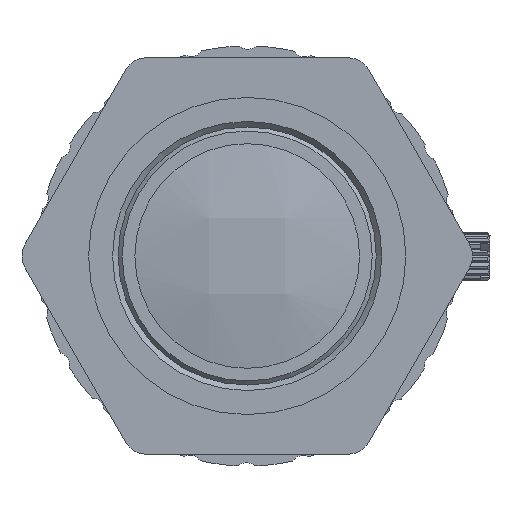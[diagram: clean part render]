
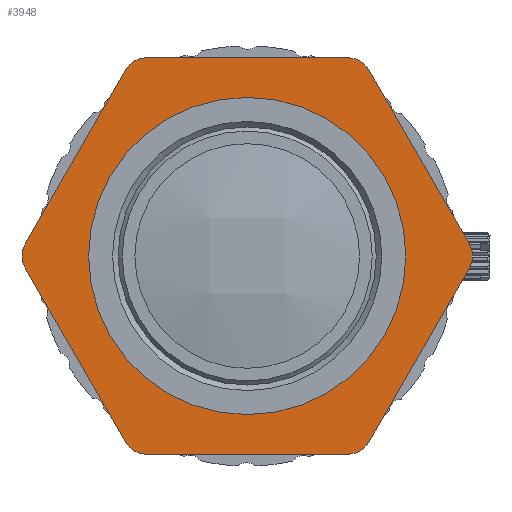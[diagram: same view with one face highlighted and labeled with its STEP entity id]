
A CAD part, left-side view. The second image highlights one B-rep face of the part: STEP entity #3948.
In plain terms, the highlighted planar face has unit normal (-1, 0, 0).
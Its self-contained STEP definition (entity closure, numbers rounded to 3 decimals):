
#221 = CARTESIAN_POINT ( 'NONE',  ( -45.335, -2.654, -16.5 ) ) ;
#431 = DIRECTION ( 'NONE',  ( 0., 0., 1. ) ) ;
#681 = AXIS2_PLACEMENT_3D ( 'NONE', #3320, #10200, #2329 ) ;
#718 = EDGE_CURVE ( 'NONE', #13911, #9388, #2255, .T. ) ;
#732 = AXIS2_PLACEMENT_3D ( 'NONE', #12335, #11359, #10068 ) ;
#781 = VERTEX_POINT ( 'NONE', #5402 ) ;
#880 = CARTESIAN_POINT ( 'NONE',  ( -45.335, -12.757, -15.5 ) ) ;
#1160 = ORIENTED_EDGE ( 'NONE', *, *, #2452, .T. ) ;
#1169 = CARTESIAN_POINT ( 'NONE',  ( -45.335, -11.025, -16.5 ) ) ;
#1240 = VERTEX_POINT ( 'NONE', #8482 ) ;
#1421 = DIRECTION ( 'NONE',  ( 0., 1., 0. ) ) ;
#1438 = EDGE_LOOP ( 'NONE', ( #13175, #3257, #2107, #3918, #7321, #1160, #11274, #11308, #9084, #8852, #8984, #10720 ) ) ;
#1578 = CARTESIAN_POINT ( 'NONE',  ( -45.335, -12.757, 15.5 ) ) ;
#1629 = DIRECTION ( 'NONE',  ( 0., 0.5, 0.866 ) ) ;
#1686 = CIRCLE ( 'NONE', #12799, 2. ) ;
#1985 = DIRECTION ( 'NONE',  ( -1., 0., 0. ) ) ;
#2107 = ORIENTED_EDGE ( 'NONE', *, *, #14740, .T. ) ;
#2149 = VERTEX_POINT ( 'NONE', #6170 ) ;
#2255 = LINE ( 'NONE', #221, #13562 ) ;
#2329 = DIRECTION ( 'NONE',  ( 0., 0., 1. ) ) ;
#2452 = EDGE_CURVE ( 'NONE', #7818, #2149, #1686, .T. ) ;
#2472 = CARTESIAN_POINT ( 'NONE',  ( -45.335, -21.129, 1. ) ) ;
#2787 = CARTESIAN_POINT ( 'NONE',  ( -45.335, 15.821, -1. ) ) ;
#2845 = CARTESIAN_POINT ( 'NONE',  ( -45.335, -2.654, 0. ) ) ;
#3029 = EDGE_CURVE ( 'NONE', #9336, #3627, #14907, .T. ) ;
#3130 = LINE ( 'NONE', #7666, #12778 ) ;
#3143 = CIRCLE ( 'NONE', #11103, 2. ) ;
#3257 = ORIENTED_EDGE ( 'NONE', *, *, #5214, .T. ) ;
#3320 = CARTESIAN_POINT ( 'NONE',  ( -45.335, 5.718, -14.5 ) ) ;
#3537 = CARTESIAN_POINT ( 'NONE',  ( -45.335, 14.089, 0. ) ) ;
#3601 = VECTOR ( 'NONE', #1421, 1000. ) ;
#3627 = VERTEX_POINT ( 'NONE', #5492 ) ;
#3918 = ORIENTED_EDGE ( 'NONE', *, *, #3029, .T. ) ;
#3948 = ADVANCED_FACE ( 'NONE', ( #11139, #4255 ), #8873, .T. ) ;
#4055 = DIRECTION ( 'NONE',  ( 1., 0., 0. ) ) ;
#4072 = CIRCLE ( 'NONE', #7684, 2. ) ;
#4255 = FACE_BOUND ( 'NONE', #10655, .T. ) ;
#4281 = VECTOR ( 'NONE', #1629, 1000. ) ;
#4332 = DIRECTION ( 'NONE',  ( 0., 0., 1. ) ) ;
#4485 = EDGE_CURVE ( 'NONE', #781, #781, #5855, .T. ) ;
#4589 = CARTESIAN_POINT ( 'NONE',  ( -45.335, 5.718, -16.5 ) ) ;
#4657 = CARTESIAN_POINT ( 'NONE',  ( -45.335, -11.025, 14.5 ) ) ;
#4792 = DIRECTION ( 'NONE',  ( -1., 0., 0. ) ) ;
#4987 = VERTEX_POINT ( 'NONE', #11212 ) ;
#5214 = EDGE_CURVE ( 'NONE', #9388, #9991, #4072, .T. ) ;
#5402 = CARTESIAN_POINT ( 'NONE',  ( -45.335, -2.654, 13.2 ) ) ;
#5438 = EDGE_CURVE ( 'NONE', #2149, #12425, #12685, .T. ) ;
#5471 = CARTESIAN_POINT ( 'NONE',  ( -45.335, -19.397, 0. ) ) ;
#5492 = CARTESIAN_POINT ( 'NONE',  ( -45.335, -21.129, 1. ) ) ;
#5528 = AXIS2_PLACEMENT_3D ( 'NONE', #5471, #1985, #4332 ) ;
#5855 = CIRCLE ( 'NONE', #13547, 13.2 ) ;
#6055 = EDGE_CURVE ( 'NONE', #4987, #10772, #3130, .T. ) ;
#6170 = CARTESIAN_POINT ( 'NONE',  ( -45.335, -11.025, 16.5 ) ) ;
#6844 = CARTESIAN_POINT ( 'NONE',  ( -45.335, -21.129, -1. ) ) ;
#7018 = DIRECTION ( 'NONE',  ( -1., 0., 0. ) ) ;
#7321 = ORIENTED_EDGE ( 'NONE', *, *, #9221, .T. ) ;
#7548 = DIRECTION ( 'NONE',  ( 0., -0.5, 0.866 ) ) ;
#7624 = EDGE_CURVE ( 'NONE', #7862, #1240, #11111, .T. ) ;
#7666 = CARTESIAN_POINT ( 'NONE',  ( -45.335, 7.45, 15.5 ) ) ;
#7684 = AXIS2_PLACEMENT_3D ( 'NONE', #11886, #4792, #14140 ) ;
#7742 = CARTESIAN_POINT ( 'NONE',  ( -45.335, -2.654, -6033.869 ) ) ;
#7746 = DIRECTION ( 'NONE',  ( 0., 0.5, -0.866 ) ) ;
#7818 = VERTEX_POINT ( 'NONE', #1578 ) ;
#7862 = VERTEX_POINT ( 'NONE', #2787 ) ;
#8228 = CIRCLE ( 'NONE', #732, 2. ) ;
#8241 = DIRECTION ( 'NONE',  ( 0., -1., 0. ) ) ;
#8372 = LINE ( 'NONE', #2472, #4281 ) ;
#8482 = CARTESIAN_POINT ( 'NONE',  ( -45.335, 7.45, -15.5 ) ) ;
#8723 = AXIS2_PLACEMENT_3D ( 'NONE', #7742, #14749, #11213 ) ;
#8852 = ORIENTED_EDGE ( 'NONE', *, *, #13336, .T. ) ;
#8873 = PLANE ( 'NONE',  #8723 ) ;
#8984 = ORIENTED_EDGE ( 'NONE', *, *, #7624, .T. ) ;
#9084 = ORIENTED_EDGE ( 'NONE', *, *, #6055, .T. ) ;
#9221 = EDGE_CURVE ( 'NONE', #3627, #7818, #8372, .T. ) ;
#9336 = VERTEX_POINT ( 'NONE', #6844 ) ;
#9388 = VERTEX_POINT ( 'NONE', #1169 ) ;
#9920 = CARTESIAN_POINT ( 'NONE',  ( -45.335, 5.718, 16.5 ) ) ;
#9991 = VERTEX_POINT ( 'NONE', #11790 ) ;
#10068 = DIRECTION ( 'NONE',  ( 0., 0., 1. ) ) ;
#10170 = VECTOR ( 'NONE', #7548, 1000. ) ;
#10200 = DIRECTION ( 'NONE',  ( -1., 0., 0. ) ) ;
#10580 = EDGE_CURVE ( 'NONE', #1240, #13911, #11796, .T. ) ;
#10655 = EDGE_LOOP ( 'NONE', ( #12065 ) ) ;
#10720 = ORIENTED_EDGE ( 'NONE', *, *, #10580, .T. ) ;
#10760 = DIRECTION ( 'NONE',  ( -1., 0., 0. ) ) ;
#10772 = VERTEX_POINT ( 'NONE', #12913 ) ;
#10962 = DIRECTION ( 'NONE',  ( 0., -0.5, -0.866 ) ) ;
#11103 = AXIS2_PLACEMENT_3D ( 'NONE', #3537, #7018, #11627 ) ;
#11111 = LINE ( 'NONE', #12096, #11606 ) ;
#11139 = FACE_OUTER_BOUND ( 'NONE', #1438, .T. ) ;
#11212 = CARTESIAN_POINT ( 'NONE',  ( -45.335, 7.45, 15.5 ) ) ;
#11213 = DIRECTION ( 'NONE',  ( 0., 0., 1. ) ) ;
#11274 = ORIENTED_EDGE ( 'NONE', *, *, #5438, .T. ) ;
#11308 = ORIENTED_EDGE ( 'NONE', *, *, #13463, .T. ) ;
#11359 = DIRECTION ( 'NONE',  ( -1., 0., 0. ) ) ;
#11606 = VECTOR ( 'NONE', #10962, 1000. ) ;
#11627 = DIRECTION ( 'NONE',  ( 0., 0., 1. ) ) ;
#11790 = CARTESIAN_POINT ( 'NONE',  ( -45.335, -12.757, -15.5 ) ) ;
#11796 = CIRCLE ( 'NONE', #681, 2. ) ;
#11886 = CARTESIAN_POINT ( 'NONE',  ( -45.335, -11.025, -14.5 ) ) ;
#11898 = DIRECTION ( 'NONE',  ( 0., 0., 1. ) ) ;
#12065 = ORIENTED_EDGE ( 'NONE', *, *, #4485, .T. ) ;
#12096 = CARTESIAN_POINT ( 'NONE',  ( -45.335, 15.821, -1. ) ) ;
#12221 = LINE ( 'NONE', #880, #10170 ) ;
#12335 = CARTESIAN_POINT ( 'NONE',  ( -45.335, 5.718, 14.5 ) ) ;
#12425 = VERTEX_POINT ( 'NONE', #9920 ) ;
#12685 = LINE ( 'NONE', #13966, #3601 ) ;
#12778 = VECTOR ( 'NONE', #7746, 1000. ) ;
#12799 = AXIS2_PLACEMENT_3D ( 'NONE', #4657, #10760, #11898 ) ;
#12913 = CARTESIAN_POINT ( 'NONE',  ( -45.335, 15.821, 1. ) ) ;
#13175 = ORIENTED_EDGE ( 'NONE', *, *, #718, .T. ) ;
#13336 = EDGE_CURVE ( 'NONE', #10772, #7862, #3143, .T. ) ;
#13463 = EDGE_CURVE ( 'NONE', #12425, #4987, #8228, .T. ) ;
#13547 = AXIS2_PLACEMENT_3D ( 'NONE', #2845, #4055, #431 ) ;
#13562 = VECTOR ( 'NONE', #8241, 1000. ) ;
#13911 = VERTEX_POINT ( 'NONE', #4589 ) ;
#13966 = CARTESIAN_POINT ( 'NONE',  ( -45.335, -2.654, 16.5 ) ) ;
#14140 = DIRECTION ( 'NONE',  ( 0., 0., 1. ) ) ;
#14740 = EDGE_CURVE ( 'NONE', #9991, #9336, #12221, .T. ) ;
#14749 = DIRECTION ( 'NONE',  ( -1., 0., 0. ) ) ;
#14907 = CIRCLE ( 'NONE', #5528, 2. ) ;
